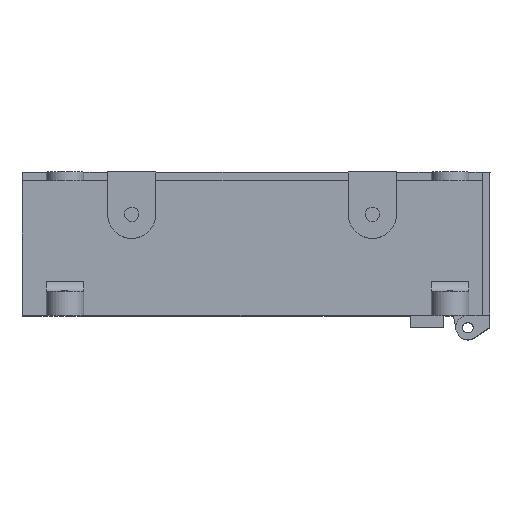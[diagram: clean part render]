
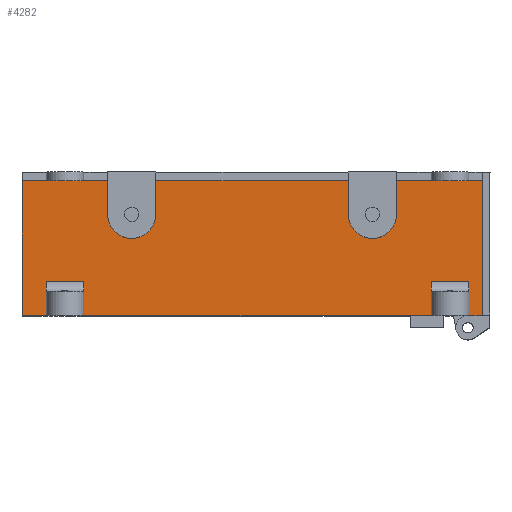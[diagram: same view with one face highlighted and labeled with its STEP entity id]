
A CAD part, top view. The second image highlights one B-rep face of the part: STEP entity #4282.
In plain terms, the highlighted planar face has unit normal (0, 0, 1).
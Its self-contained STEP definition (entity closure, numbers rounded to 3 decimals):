
#142=CIRCLE('',#4613,5.);
#145=CIRCLE('',#4621,5.);
#358=FACE_OUTER_BOUND('',#593,.T.);
#593=EDGE_LOOP('',(#3439,#3440,#3441,#3442,#3443,#3444,#3445,#3446,#3447,
#3448,#3449,#3450,#3451,#3452,#3453,#3454,#3455,#3456,#3457,#3458));
#770=LINE('',#6078,#1279);
#773=LINE('',#6086,#1282);
#776=LINE('',#6094,#1285);
#837=LINE('',#6277,#1346);
#842=LINE('',#6312,#1351);
#854=LINE('',#6383,#1363);
#855=LINE('',#6385,#1364);
#858=LINE('',#6391,#1367);
#861=LINE('',#6396,#1370);
#944=LINE('',#6593,#1453);
#949=LINE('',#6607,#1458);
#954=LINE('',#6620,#1463);
#959=LINE('',#6634,#1468);
#963=LINE('',#6642,#1472);
#964=LINE('',#6643,#1473);
#965=LINE('',#6645,#1474);
#995=LINE('',#6702,#1504);
#997=LINE('',#6705,#1506);
#1279=VECTOR('',#4906,10.);
#1282=VECTOR('',#4911,10.);
#1285=VECTOR('',#4916,10.);
#1346=VECTOR('',#5061,10.);
#1351=VECTOR('',#5080,10.);
#1363=VECTOR('',#5114,10.);
#1364=VECTOR('',#5117,10.);
#1367=VECTOR('',#5126,10.);
#1370=VECTOR('',#5133,10.);
#1453=VECTOR('',#5322,10.);
#1458=VECTOR('',#5335,10.);
#1463=VECTOR('',#5348,10.);
#1468=VECTOR('',#5361,10.);
#1472=VECTOR('',#5369,10.);
#1473=VECTOR('',#5370,10.);
#1474=VECTOR('',#5371,10.);
#1504=VECTOR('',#5419,10.);
#1506=VECTOR('',#5423,10.);
#1774=VERTEX_POINT('',#6075);
#1775=VERTEX_POINT('',#6077);
#1778=VERTEX_POINT('',#6083);
#1779=VERTEX_POINT('',#6085);
#1782=VERTEX_POINT('',#6091);
#1783=VERTEX_POINT('',#6093);
#1848=VERTEX_POINT('',#6274);
#1849=VERTEX_POINT('',#6276);
#1857=VERTEX_POINT('',#6309);
#1858=VERTEX_POINT('',#6311);
#1928=VERTEX_POINT('',#6591);
#1929=VERTEX_POINT('',#6592);
#1932=VERTEX_POINT('',#6600);
#1934=VERTEX_POINT('',#6606);
#1937=VERTEX_POINT('',#6618);
#1938=VERTEX_POINT('',#6619);
#1941=VERTEX_POINT('',#6627);
#1943=VERTEX_POINT('',#6633);
#1945=VERTEX_POINT('',#6641);
#1946=VERTEX_POINT('',#6644);
#2209=EDGE_CURVE('',#1774,#1775,#770,.T.);
#2213=EDGE_CURVE('',#1778,#1779,#773,.T.);
#2217=EDGE_CURVE('',#1782,#1783,#776,.T.);
#2301=EDGE_CURVE('',#1848,#1849,#837,.T.);
#2312=EDGE_CURVE('',#1857,#1858,#842,.T.);
#2331=EDGE_CURVE('',#1778,#1849,#854,.T.);
#2332=EDGE_CURVE('',#1848,#1775,#855,.T.);
#2335=EDGE_CURVE('',#1857,#1779,#858,.T.);
#2338=EDGE_CURVE('',#1782,#1858,#861,.T.);
#2435=EDGE_CURVE('',#1928,#1929,#944,.T.);
#2439=EDGE_CURVE('',#1929,#1932,#142,.T.);
#2442=EDGE_CURVE('',#1932,#1934,#949,.T.);
#2448=EDGE_CURVE('',#1937,#1938,#954,.T.);
#2452=EDGE_CURVE('',#1938,#1941,#145,.T.);
#2455=EDGE_CURVE('',#1941,#1943,#959,.T.);
#2459=EDGE_CURVE('',#1945,#1934,#963,.T.);
#2460=EDGE_CURVE('',#1928,#1943,#964,.T.);
#2461=EDGE_CURVE('',#1937,#1946,#965,.T.);
#2491=EDGE_CURVE('',#1783,#1945,#995,.T.);
#2493=EDGE_CURVE('',#1774,#1946,#997,.T.);
#3439=ORIENTED_EDGE('',*,*,#2332,.T.);
#3440=ORIENTED_EDGE('',*,*,#2209,.F.);
#3441=ORIENTED_EDGE('',*,*,#2493,.T.);
#3442=ORIENTED_EDGE('',*,*,#2461,.F.);
#3443=ORIENTED_EDGE('',*,*,#2448,.T.);
#3444=ORIENTED_EDGE('',*,*,#2452,.T.);
#3445=ORIENTED_EDGE('',*,*,#2455,.T.);
#3446=ORIENTED_EDGE('',*,*,#2460,.F.);
#3447=ORIENTED_EDGE('',*,*,#2435,.T.);
#3448=ORIENTED_EDGE('',*,*,#2439,.T.);
#3449=ORIENTED_EDGE('',*,*,#2442,.T.);
#3450=ORIENTED_EDGE('',*,*,#2459,.F.);
#3451=ORIENTED_EDGE('',*,*,#2491,.F.);
#3452=ORIENTED_EDGE('',*,*,#2217,.F.);
#3453=ORIENTED_EDGE('',*,*,#2338,.T.);
#3454=ORIENTED_EDGE('',*,*,#2312,.F.);
#3455=ORIENTED_EDGE('',*,*,#2335,.T.);
#3456=ORIENTED_EDGE('',*,*,#2213,.F.);
#3457=ORIENTED_EDGE('',*,*,#2331,.T.);
#3458=ORIENTED_EDGE('',*,*,#2301,.F.);
#4093=PLANE('',#4636);
#4282=ADVANCED_FACE('',(#358),#4093,.T.);
#4613=AXIS2_PLACEMENT_3D('',#6601,#5328,#5329);
#4621=AXIS2_PLACEMENT_3D('',#6628,#5354,#5355);
#4636=AXIS2_PLACEMENT_3D('',#6706,#5424,#5425);
#4906=DIRECTION('',(-1.,0.,0.));
#4911=DIRECTION('',(-1.,0.,0.));
#4916=DIRECTION('',(-1.,0.,0.));
#5061=DIRECTION('',(-1.,0.,0.));
#5080=DIRECTION('',(-1.,0.,0.));
#5114=DIRECTION('',(0.,1.,0.));
#5117=DIRECTION('',(0.,-1.,0.));
#5126=DIRECTION('',(0.,-1.,0.));
#5133=DIRECTION('',(0.,1.,0.));
#5322=DIRECTION('',(0.,-1.,0.));
#5328=DIRECTION('center_axis',(0.,0.,-1.));
#5329=DIRECTION('ref_axis',(-1.,0.,0.));
#5335=DIRECTION('',(0.,1.,0.));
#5348=DIRECTION('',(0.,-1.,0.));
#5354=DIRECTION('center_axis',(0.,0.,-1.));
#5355=DIRECTION('ref_axis',(-1.,0.,0.));
#5361=DIRECTION('',(0.,1.,0.));
#5369=DIRECTION('',(1.,0.,0.));
#5370=DIRECTION('',(1.,0.,0.));
#5371=DIRECTION('',(1.,0.,0.));
#5419=DIRECTION('',(0.,1.,0.));
#5423=DIRECTION('',(0.,1.,0.));
#5424=DIRECTION('center_axis',(0.,0.,1.));
#5425=DIRECTION('ref_axis',(1.,0.,0.));
#6075=CARTESIAN_POINT('',(47.8,0.,36.608));
#6077=CARTESIAN_POINT('',(45.031,0.,36.608));
#6078=CARTESIAN_POINT('',(47.8,0.,36.608));
#6083=CARTESIAN_POINT('',(37.231,0.,36.608));
#6085=CARTESIAN_POINT('',(-34.969,0.,36.608));
#6086=CARTESIAN_POINT('',(47.8,0.,36.608));
#6091=CARTESIAN_POINT('',(-42.769,0.,36.608));
#6093=CARTESIAN_POINT('',(-47.8,0.,36.608));
#6094=CARTESIAN_POINT('',(47.8,0.,36.608));
#6274=CARTESIAN_POINT('',(45.031,7.,36.608));
#6276=CARTESIAN_POINT('',(37.231,7.,36.608));
#6277=CARTESIAN_POINT('',(-3.335,7.,36.608));
#6309=CARTESIAN_POINT('',(-34.969,7.,36.608));
#6311=CARTESIAN_POINT('',(-42.769,7.,36.608));
#6312=CARTESIAN_POINT('',(-43.335,7.,36.608));
#6383=CARTESIAN_POINT('',(37.231,0.,36.608));
#6385=CARTESIAN_POINT('',(45.031,0.,36.608));
#6391=CARTESIAN_POINT('',(-34.969,0.,36.608));
#6396=CARTESIAN_POINT('',(-42.769,0.,36.608));
#6591=CARTESIAN_POINT('',(-20.,28.,36.608));
#6592=CARTESIAN_POINT('',(-20.,21.,36.608));
#6593=CARTESIAN_POINT('',(-20.,10.5,36.608));
#6600=CARTESIAN_POINT('',(-30.,21.,36.608));
#6601=CARTESIAN_POINT('Origin',(-25.,21.,36.608));
#6606=CARTESIAN_POINT('',(-30.,28.,36.608));
#6607=CARTESIAN_POINT('',(-30.,14.,36.608));
#6618=CARTESIAN_POINT('',(30.,28.,36.608));
#6619=CARTESIAN_POINT('',(30.,21.,36.608));
#6620=CARTESIAN_POINT('',(30.,10.5,36.608));
#6627=CARTESIAN_POINT('',(20.,21.,36.608));
#6628=CARTESIAN_POINT('Origin',(25.,21.,36.608));
#6633=CARTESIAN_POINT('',(20.,28.,36.608));
#6634=CARTESIAN_POINT('',(20.,14.,36.608));
#6641=CARTESIAN_POINT('',(-47.8,28.,36.608));
#6642=CARTESIAN_POINT('',(-47.8,28.,36.608));
#6643=CARTESIAN_POINT('',(-47.8,28.,36.608));
#6644=CARTESIAN_POINT('',(47.8,28.,36.608));
#6645=CARTESIAN_POINT('',(-47.8,28.,36.608));
#6702=CARTESIAN_POINT('',(-47.8,0.,36.608));
#6705=CARTESIAN_POINT('',(47.8,0.,36.608));
#6706=CARTESIAN_POINT('Origin',(-47.8,0.,36.608));
